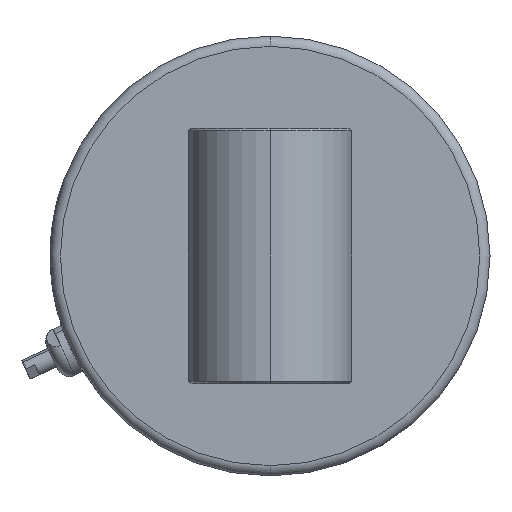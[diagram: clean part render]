
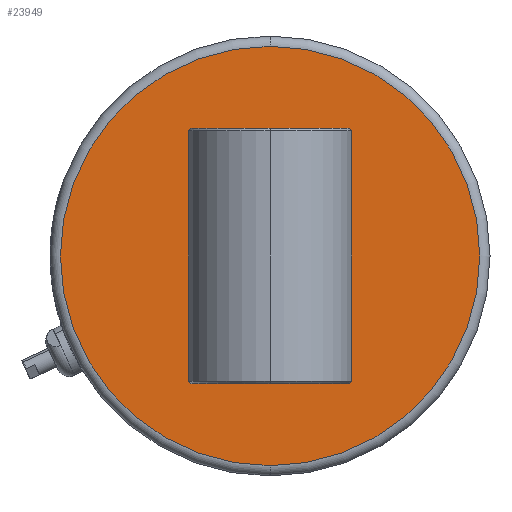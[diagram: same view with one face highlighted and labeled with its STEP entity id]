
A CAD part, left-side view. The second image highlights one B-rep face of the part: STEP entity #23949.
In plain terms, the highlighted planar face has unit normal (-1, 0, 0).
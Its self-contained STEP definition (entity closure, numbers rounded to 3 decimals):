
#561 = EDGE_CURVE ( 'NONE', #13489, #17990, #14620, .T. ) ;
#614 = ORIENTED_EDGE ( 'NONE', *, *, #11810, .T. ) ;
#1424 = DIRECTION ( 'NONE',  ( 0., -0.707, 0.707 ) ) ;
#1592 = LINE ( 'NONE', #24677, #6264 ) ;
#1667 = AXIS2_PLACEMENT_3D ( 'NONE', #9151, #4527, #23867 ) ;
#2541 = CARTESIAN_POINT ( 'NONE',  ( -61.5, 16., 25. ) ) ;
#2727 = VERTEX_POINT ( 'NONE', #7415 ) ;
#2989 = VERTEX_POINT ( 'NONE', #19076 ) ;
#3001 = EDGE_CURVE ( 'NONE', #9926, #9094, #1592, .T. ) ;
#3065 = VECTOR ( 'NONE', #26062, 1000. ) ;
#3193 = CIRCLE ( 'NONE', #15650, 41. ) ;
#3410 = CARTESIAN_POINT ( 'NONE',  ( -61.5, 16., 25. ) ) ;
#3443 = EDGE_CURVE ( 'NONE', #8396, #2727, #23639, .T. ) ;
#3564 = ORIENTED_EDGE ( 'NONE', *, *, #16350, .T. ) ;
#3685 = VECTOR ( 'NONE', #11386, 1000. ) ;
#3831 = CARTESIAN_POINT ( 'NONE',  ( -61.5, -16., -24.5 ) ) ;
#3903 = ORIENTED_EDGE ( 'NONE', *, *, #10007, .T. ) ;
#4149 = DIRECTION ( 'NONE',  ( 0., 0.707, -0.707 ) ) ;
#4527 = DIRECTION ( 'NONE',  ( -1., 0., 0. ) ) ;
#4534 = DIRECTION ( 'NONE',  ( 0., 0., -1. ) ) ;
#4580 = CARTESIAN_POINT ( 'NONE',  ( -61.5, 15.5, 25. ) ) ;
#5665 = VECTOR ( 'NONE', #10934, 1000. ) ;
#6254 = VECTOR ( 'NONE', #14962, 1000. ) ;
#6264 = VECTOR ( 'NONE', #17479, 1000. ) ;
#6320 = LINE ( 'NONE', #15392, #5665 ) ;
#6722 = PLANE ( 'NONE',  #16271 ) ;
#7415 = CARTESIAN_POINT ( 'NONE',  ( -61.5, -15.5, -25. ) ) ;
#8223 = CARTESIAN_POINT ( 'NONE',  ( -61.5, -16., 25. ) ) ;
#8396 = VERTEX_POINT ( 'NONE', #3831 ) ;
#8852 = VERTEX_POINT ( 'NONE', #4580 ) ;
#9094 = VERTEX_POINT ( 'NONE', #13300 ) ;
#9149 = CARTESIAN_POINT ( 'NONE',  ( -61.5, 16., 24.5 ) ) ;
#9151 = CARTESIAN_POINT ( 'NONE',  ( -61.5, 0., 0. ) ) ;
#9926 = VERTEX_POINT ( 'NONE', #14466 ) ;
#9962 = EDGE_CURVE ( 'NONE', #25177, #8852, #21204, .T. ) ;
#10007 = EDGE_CURVE ( 'NONE', #17990, #13489, #3193, .T. ) ;
#10459 = ORIENTED_EDGE ( 'NONE', *, *, #9962, .T. ) ;
#10934 = DIRECTION ( 'NONE',  ( 0., 1., 0. ) ) ;
#11199 = EDGE_CURVE ( 'NONE', #2989, #8852, #19728, .T. ) ;
#11386 = DIRECTION ( 'NONE',  ( 0., 1., 0. ) ) ;
#11810 = EDGE_CURVE ( 'NONE', #17380, #8396, #17036, .T. ) ;
#12251 = LINE ( 'NONE', #3410, #6254 ) ;
#12713 = CARTESIAN_POINT ( 'NONE',  ( -61.5, 41.75, -1.25 ) ) ;
#13300 = CARTESIAN_POINT ( 'NONE',  ( -61.5, 16., -24.5 ) ) ;
#13389 = LINE ( 'NONE', #21862, #3065 ) ;
#13489 = VERTEX_POINT ( 'NONE', #26294 ) ;
#13602 = EDGE_LOOP ( 'NONE', ( #16207, #10459, #24193, #3564, #614, #15600, #22406, #25765 ) ) ;
#14466 = CARTESIAN_POINT ( 'NONE',  ( -61.5, 15.5, -25. ) ) ;
#14620 = CIRCLE ( 'NONE', #1667, 41. ) ;
#14962 = DIRECTION ( 'NONE',  ( 0., 0., -1. ) ) ;
#15239 = CARTESIAN_POINT ( 'NONE',  ( -61.5, -16., 24.5 ) ) ;
#15392 = CARTESIAN_POINT ( 'NONE',  ( -61.5, 16., -25. ) ) ;
#15518 = DIRECTION ( 'NONE',  ( 1., 0., 0. ) ) ;
#15600 = ORIENTED_EDGE ( 'NONE', *, *, #3443, .T. ) ;
#15650 = AXIS2_PLACEMENT_3D ( 'NONE', #19196, #27975, #21486 ) ;
#15658 = CARTESIAN_POINT ( 'NONE',  ( -61.5, 43., 0. ) ) ;
#16207 = ORIENTED_EDGE ( 'NONE', *, *, #17137, .F. ) ;
#16271 = AXIS2_PLACEMENT_3D ( 'NONE', #15658, #15518, #4534 ) ;
#16350 = EDGE_CURVE ( 'NONE', #2989, #17380, #13389, .T. ) ;
#16989 = EDGE_LOOP ( 'NONE', ( #3903, #26290 ) ) ;
#17036 = LINE ( 'NONE', #8223, #21716 ) ;
#17137 = EDGE_CURVE ( 'NONE', #25177, #9094, #12251, .T. ) ;
#17380 = VERTEX_POINT ( 'NONE', #15239 ) ;
#17479 = DIRECTION ( 'NONE',  ( 0., 0.707, 0.707 ) ) ;
#17679 = FACE_OUTER_BOUND ( 'NONE', #16989, .T. ) ;
#17990 = VERTEX_POINT ( 'NONE', #25134 ) ;
#19076 = CARTESIAN_POINT ( 'NONE',  ( -61.5, -15.5, 25. ) ) ;
#19196 = CARTESIAN_POINT ( 'NONE',  ( -61.5, 0., 0. ) ) ;
#19728 = LINE ( 'NONE', #2541, #3685 ) ;
#21204 = LINE ( 'NONE', #12713, #22994 ) ;
#21486 = DIRECTION ( 'NONE',  ( 0., 0., -1. ) ) ;
#21716 = VECTOR ( 'NONE', #25810, 1000. ) ;
#21862 = CARTESIAN_POINT ( 'NONE',  ( -61.5, 1.25, 41.75 ) ) ;
#22406 = ORIENTED_EDGE ( 'NONE', *, *, #22516, .T. ) ;
#22516 = EDGE_CURVE ( 'NONE', #2727, #9926, #6320, .T. ) ;
#22994 = VECTOR ( 'NONE', #1424, 1000. ) ;
#23050 = VECTOR ( 'NONE', #4149, 1000. ) ;
#23488 = CARTESIAN_POINT ( 'NONE',  ( -61.5, 1.25, -41.75 ) ) ;
#23639 = LINE ( 'NONE', #23488, #23050 ) ;
#23867 = DIRECTION ( 'NONE',  ( 0., 0., -1. ) ) ;
#23949 = ADVANCED_FACE ( 'NONE', ( #17679, #26454 ), #6722, .F. ) ;
#24193 = ORIENTED_EDGE ( 'NONE', *, *, #11199, .F. ) ;
#24677 = CARTESIAN_POINT ( 'NONE',  ( -61.5, 41.75, 1.25 ) ) ;
#25134 = CARTESIAN_POINT ( 'NONE',  ( -61.5, 0., -41. ) ) ;
#25177 = VERTEX_POINT ( 'NONE', #9149 ) ;
#25765 = ORIENTED_EDGE ( 'NONE', *, *, #3001, .T. ) ;
#25810 = DIRECTION ( 'NONE',  ( 0., 0., -1. ) ) ;
#26062 = DIRECTION ( 'NONE',  ( 0., -0.707, -0.707 ) ) ;
#26290 = ORIENTED_EDGE ( 'NONE', *, *, #561, .T. ) ;
#26294 = CARTESIAN_POINT ( 'NONE',  ( -61.5, 0., 41. ) ) ;
#26454 = FACE_BOUND ( 'NONE', #13602, .T. ) ;
#27975 = DIRECTION ( 'NONE',  ( -1., 0., 0. ) ) ;
